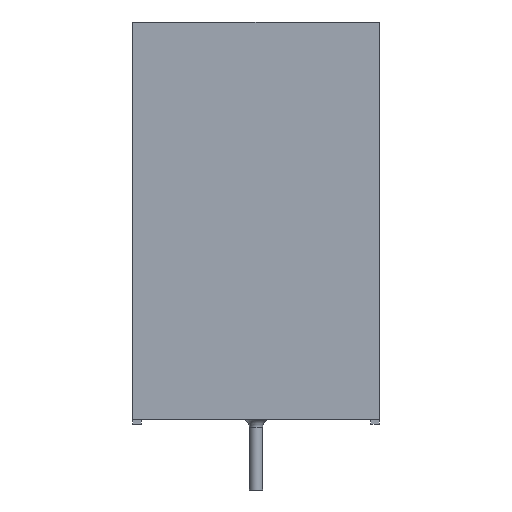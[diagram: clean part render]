
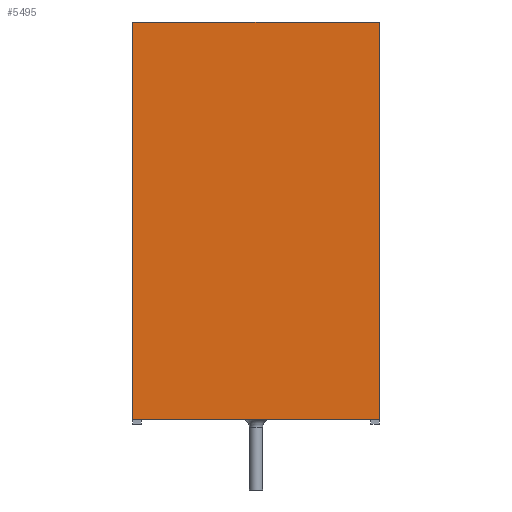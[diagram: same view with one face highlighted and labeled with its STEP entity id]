
A CAD part, left-side view. The second image highlights one B-rep face of the part: STEP entity #5495.
In plain terms, the highlighted planar face has unit normal (-1, 0, 0).
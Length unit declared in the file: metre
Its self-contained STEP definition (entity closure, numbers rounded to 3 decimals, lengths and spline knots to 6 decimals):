
#59=PLANE('',#5720);
#462=ORIENTED_EDGE('',*,*,#1538,.T.);
#463=ORIENTED_EDGE('',*,*,#1539,.F.);
#464=ORIENTED_EDGE('',*,*,#1540,.F.);
#465=ORIENTED_EDGE('',*,*,#1541,.T.);
#1538=EDGE_CURVE('',#2068,#2069,#2452,.T.);
#1539=EDGE_CURVE('',#2070,#2069,#2453,.T.);
#1540=EDGE_CURVE('',#2071,#2070,#2454,.T.);
#1541=EDGE_CURVE('',#2071,#2068,#2455,.T.);
#2068=VERTEX_POINT('',#7629);
#2069=VERTEX_POINT('',#7630);
#2070=VERTEX_POINT('',#7632);
#2071=VERTEX_POINT('',#7634);
#2452=LINE('',#7628,#2910);
#2453=LINE('',#7631,#2911);
#2454=LINE('',#7633,#2912);
#2455=LINE('',#7635,#2913);
#2910=VECTOR('',#6037,1.);
#2911=VECTOR('',#6038,1.);
#2912=VECTOR('',#6039,1.);
#2913=VECTOR('',#6040,1.);
#3315=EDGE_LOOP('',(#462,#463,#464,#465));
#3587=FACE_BOUND('',#3315,.T.);
#5495=ADVANCED_FACE('',(#3587),#59,.F.);
#5720=AXIS2_PLACEMENT_3D('',#7627,#6035,#6036);
#6035=DIRECTION('',(1.,0.,0.));
#6036=DIRECTION('',(0.,0.,-1.));
#6037=DIRECTION('',(0.,0.,-1.));
#6038=DIRECTION('',(0.,1.,0.));
#6039=DIRECTION('',(0.,0.,-1.));
#6040=DIRECTION('',(0.,1.,0.));
#7627=CARTESIAN_POINT('',(-0.0155,-0.0075,0.0121));
#7628=CARTESIAN_POINT('',(-0.0155,0.0075,0.0121));
#7629=CARTESIAN_POINT('',(-0.0155,0.0075,0.0121));
#7630=CARTESIAN_POINT('',(-0.0155,0.0075,-0.0121));
#7631=CARTESIAN_POINT('',(-0.0155,-0.0075,-0.0121));
#7632=CARTESIAN_POINT('',(-0.0155,-0.0075,-0.0121));
#7633=CARTESIAN_POINT('',(-0.0155,-0.0075,0.0121));
#7634=CARTESIAN_POINT('',(-0.0155,-0.0075,0.0121));
#7635=CARTESIAN_POINT('',(-0.0155,-0.0075,0.0121));
